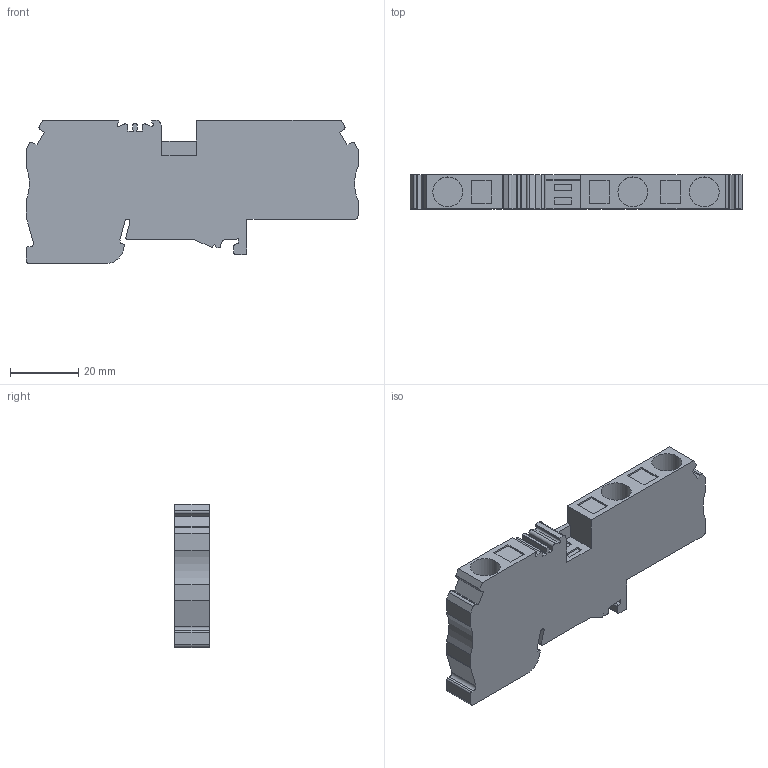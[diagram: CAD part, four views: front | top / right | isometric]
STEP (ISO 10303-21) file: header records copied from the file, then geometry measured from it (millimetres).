
FILE_DESCRIPTION(/* description */ ('Unknown'),/* implementation_level */ '2;1');
FILE_NAME(/* name */ 'DST10-1X2_GY_3D',/* time_stamp */ '2019-11-07T16:37:15+05:00',/* author */ ('Unknown'),/* organization */ ('Unknown'),/* preprocessor_version */ 'ST-DEVELOPER v16.7',/* originating_system */ 'DEX',/* authorisation */ $);
FILE_SCHEMA (('AUTOMOTIVE_DESIGN {1 0 10303 214 3 1 1}'));
Length unit declared in the file: millimetre
Products named in the file (1): DST10-1X2
Bounding box: 97.5 x 10 x 42 mm (x, y, z)
Volume: 28917.1 mm3; surface area: 11448 mm2
Topology: 1 solids, 1 shells, 131 faces, 366 edges, 245 vertices
Faces by surface type: plane 96, cylinder 35
Full cylindrical faces by diameter (mm): 8.75 x3
Entity records: 4211 total; most frequent: CARTESIAN_POINT 743, ORIENTED_EDGE 726, DIRECTION 697, EDGE_CURVE 363, LINE 291, VECTOR 291, VERTEX_POINT 245, AXIS2_PLACEMENT_3D 203
